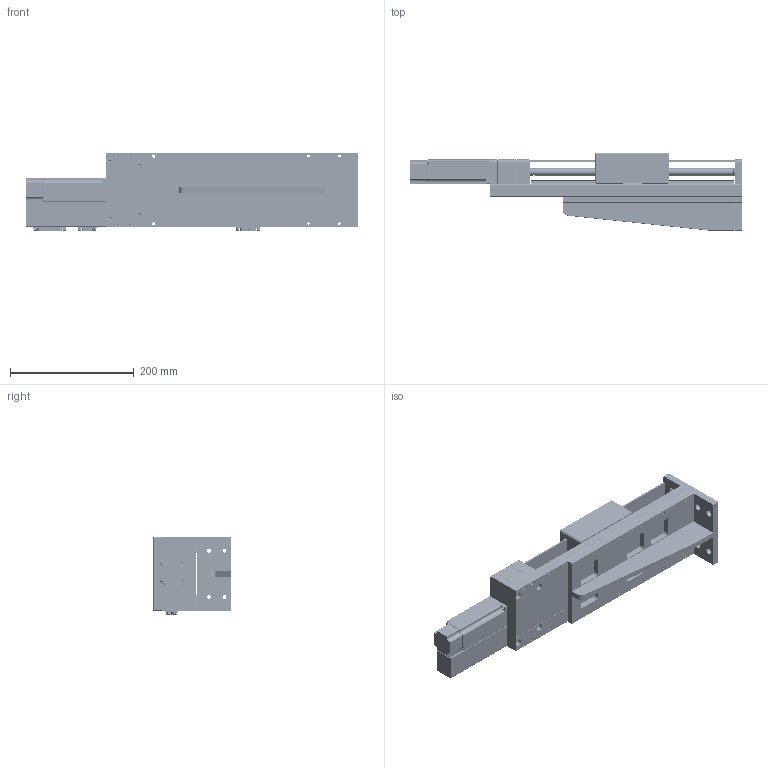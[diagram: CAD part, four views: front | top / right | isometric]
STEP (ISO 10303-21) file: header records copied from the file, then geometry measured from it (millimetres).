
FILE_DESCRIPTION (( 'STEP AP214' ), '1' );
FILE_NAME ('FMSZ120S-200H-A.STEP', '2022-12-07T13:36:11', ( '' ), ( '' ), 'SwSTEP 2.0', 'SolidWorks 2017', '' );
FILE_SCHEMA (( 'AUTOMOTIVE_DESIGN' ));
Length unit declared in the file: millimetre
Products named in the file (1): FMSZ120S-200H-A
Bounding box: 536.5 x 125 x 126.8 mm (x, y, z)
Volume: 2306391 mm3; surface area: 700134 mm2
Topology: 87 solids, 96 shells, 6490 faces, 16072 edges, 9712 vertices
Faces by surface type: cylinder 2577, plane 2284, cone 513, bspline 475, torus 426, sphere 215
Entity records: 288985 total; most frequent: CARTESIAN_POINT 66359, DIRECTION 31323, ORIENTED_EDGE 31124, EDGE_CURVE 15562, AXIS2_PLACEMENT_3D 11726, VERTEX_POINT 9659, LINE 7871, VECTOR 7871
